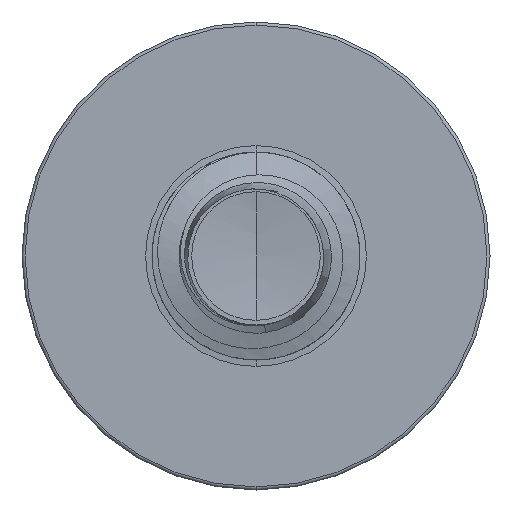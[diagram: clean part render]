
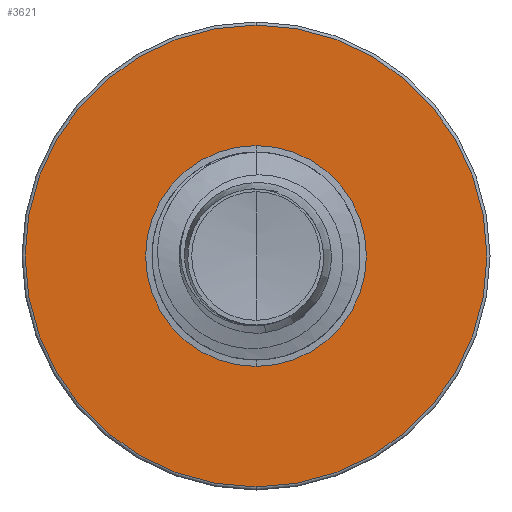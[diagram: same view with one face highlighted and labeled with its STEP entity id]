
A CAD part, front view. The second image highlights one B-rep face of the part: STEP entity #3621.
In plain terms, the highlighted planar face has unit normal (0, -1, 0).
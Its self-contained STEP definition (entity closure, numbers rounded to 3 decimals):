
#4 = DIRECTION ( 'NONE',  ( 0., 0., 1. ) ) ;
#26 = DIRECTION ( 'NONE',  ( 0., 1., 0. ) ) ;
#40 = CARTESIAN_POINT ( 'NONE',  ( 0., 2.5, 0. ) ) ;
#222 = AXIS2_PLACEMENT_3D ( 'NONE', #1490, #1435, #1423 ) ;
#341 = ORIENTED_EDGE ( 'NONE', *, *, #10821, .T. ) ;
#348 = CIRCLE ( 'NONE', #8483, 0.849 ) ;
#857 = CARTESIAN_POINT ( 'NONE',  ( 0., 2.5, 1.776 ) ) ;
#1054 = ORIENTED_EDGE ( 'NONE', *, *, #2280, .F. ) ;
#1423 = DIRECTION ( 'NONE',  ( 0., 0., 1. ) ) ;
#1435 = DIRECTION ( 'NONE',  ( 0., 1., 0. ) ) ;
#1449 = PLANE ( 'NONE',  #222 ) ;
#1490 = CARTESIAN_POINT ( 'NONE',  ( 0., 2.5, -0.849 ) ) ;
#1597 = AXIS2_PLACEMENT_3D ( 'NONE', #8147, #8132, #8126 ) ;
#1709 = AXIS2_PLACEMENT_3D ( 'NONE', #40, #26, #4 ) ;
#2234 = AXIS2_PLACEMENT_3D ( 'NONE', #9630, #3169, #10474 ) ;
#2280 = EDGE_CURVE ( 'NONE', #5844, #8026, #12581, .T. ) ;
#3169 = DIRECTION ( 'NONE',  ( 0., 1., 0. ) ) ;
#3504 = DIRECTION ( 'NONE',  ( 0., 1., 0. ) ) ;
#3621 = ADVANCED_FACE ( 'NONE', ( #10970, #9224 ), #1449, .F. ) ;
#4099 = CARTESIAN_POINT ( 'NONE',  ( 0., 2.5, 0.849 ) ) ;
#4479 = ORIENTED_EDGE ( 'NONE', *, *, #7622, .F. ) ;
#4992 = EDGE_LOOP ( 'NONE', ( #1054, #4479 ) ) ;
#5000 = VERTEX_POINT ( 'NONE', #4099 ) ;
#5096 = CIRCLE ( 'NONE', #1709, 1.776 ) ;
#5844 = VERTEX_POINT ( 'NONE', #857 ) ;
#6391 = CIRCLE ( 'NONE', #2234, 0.849 ) ;
#7622 = EDGE_CURVE ( 'NONE', #8026, #5844, #5096, .T. ) ;
#8026 = VERTEX_POINT ( 'NONE', #10884 ) ;
#8126 = DIRECTION ( 'NONE',  ( 0., 0., 1. ) ) ;
#8132 = DIRECTION ( 'NONE',  ( 0., 1., 0. ) ) ;
#8147 = CARTESIAN_POINT ( 'NONE',  ( 0., 2.5, 0. ) ) ;
#8290 = EDGE_CURVE ( 'NONE', #5000, #13391, #6391, .T. ) ;
#8483 = AXIS2_PLACEMENT_3D ( 'NONE', #9886, #3504, #10715 ) ;
#8590 = EDGE_LOOP ( 'NONE', ( #9792, #341 ) ) ;
#9224 = FACE_BOUND ( 'NONE', #8590, .T. ) ;
#9630 = CARTESIAN_POINT ( 'NONE',  ( 0., 2.5, 0. ) ) ;
#9792 = ORIENTED_EDGE ( 'NONE', *, *, #8290, .T. ) ;
#9886 = CARTESIAN_POINT ( 'NONE',  ( 0., 2.5, 0. ) ) ;
#10474 = DIRECTION ( 'NONE',  ( 0., 0., 1. ) ) ;
#10715 = DIRECTION ( 'NONE',  ( 0., 0., 1. ) ) ;
#10821 = EDGE_CURVE ( 'NONE', #13391, #5000, #348, .T. ) ;
#10884 = CARTESIAN_POINT ( 'NONE',  ( 0., 2.5, -1.776 ) ) ;
#10970 = FACE_OUTER_BOUND ( 'NONE', #4992, .T. ) ;
#11063 = CARTESIAN_POINT ( 'NONE',  ( 0., 2.5, -0.849 ) ) ;
#12581 = CIRCLE ( 'NONE', #1597, 1.776 ) ;
#13391 = VERTEX_POINT ( 'NONE', #11063 ) ;
